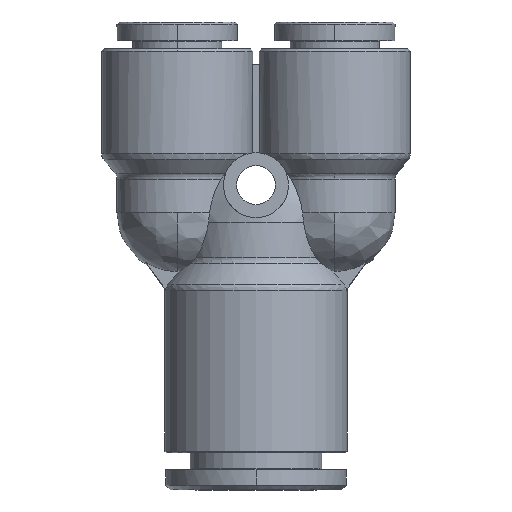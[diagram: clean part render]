
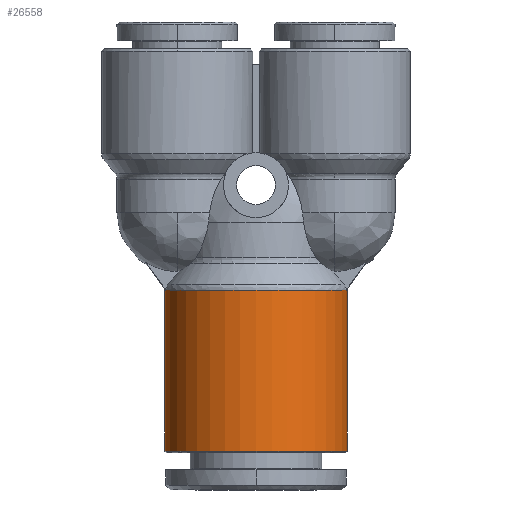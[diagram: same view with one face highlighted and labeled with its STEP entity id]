
A CAD part, front view. The second image highlights one B-rep face of the part: STEP entity #26558.
In plain terms, the highlighted cylindrical face has radius 9.85 mm (diameter 19.7 mm), a partial arc.
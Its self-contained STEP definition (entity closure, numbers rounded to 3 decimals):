
#736 = LINE ( 'NONE', #13353, #17343 ) ;
#1835 = DIRECTION ( 'NONE',  ( 1., 0., 0. ) ) ;
#3128 = CARTESIAN_POINT ( 'NONE',  ( -30.933, 0., -18.35 ) ) ;
#4699 = EDGE_LOOP ( 'NONE', ( #6927, #27609, #15605, #22240 ) ) ;
#6927 = ORIENTED_EDGE ( 'NONE', *, *, #36172, .F. ) ;
#9549 = EDGE_CURVE ( 'NONE', #40768, #34229, #27669, .T. ) ;
#10596 = DIRECTION ( 'NONE',  ( 0., 0., -1. ) ) ;
#11510 = DIRECTION ( 'NONE',  ( 0., 0., -1. ) ) ;
#11884 = AXIS2_PLACEMENT_3D ( 'NONE', #30791, #18278, #11510 ) ;
#13353 = CARTESIAN_POINT ( 'NONE',  ( -21.233, 0., -18.35 ) ) ;
#15605 = ORIENTED_EDGE ( 'NONE', *, *, #32278, .T. ) ;
#17343 = VECTOR ( 'NONE', #22834, 1000. ) ;
#18278 = DIRECTION ( 'NONE',  ( -1., 0., 0. ) ) ;
#19892 = AXIS2_PLACEMENT_3D ( 'NONE', #23441, #36339, #10596 ) ;
#21143 = CARTESIAN_POINT ( 'NONE',  ( -21.233, 0., -8.5 ) ) ;
#21851 = EDGE_CURVE ( 'NONE', #30212, #36273, #35016, .T. ) ;
#22240 = ORIENTED_EDGE ( 'NONE', *, *, #9549, .T. ) ;
#22834 = DIRECTION ( 'NONE',  ( 1., 0., 0. ) ) ;
#23441 = CARTESIAN_POINT ( 'NONE',  ( -30.933, 0., -8.5 ) ) ;
#24503 = CARTESIAN_POINT ( 'NONE',  ( -13.597, 0., 1.35 ) ) ;
#24637 = VECTOR ( 'NONE', #25369, 1000. ) ;
#24800 = DIRECTION ( 'NONE',  ( 0., 0., -1. ) ) ;
#25369 = DIRECTION ( 'NONE',  ( 1., 0., 0. ) ) ;
#26558 = ADVANCED_FACE ( 'NONE', ( #28920 ), #26908, .T. ) ;
#26908 = CYLINDRICAL_SURFACE ( 'NONE', #27818, 9.85 ) ;
#27356 = CARTESIAN_POINT ( 'NONE',  ( -13.597, 0., -18.35 ) ) ;
#27609 = ORIENTED_EDGE ( 'NONE', *, *, #21851, .T. ) ;
#27669 = CIRCLE ( 'NONE', #11884, 9.85 ) ;
#27818 = AXIS2_PLACEMENT_3D ( 'NONE', #21143, #1835, #24800 ) ;
#28920 = FACE_OUTER_BOUND ( 'NONE', #4699, .T. ) ;
#30119 = LINE ( 'NONE', #31819, #24637 ) ;
#30212 = VERTEX_POINT ( 'NONE', #33491 ) ;
#30791 = CARTESIAN_POINT ( 'NONE',  ( -13.597, 0., -8.5 ) ) ;
#31819 = CARTESIAN_POINT ( 'NONE',  ( -21.233, 0., 1.35 ) ) ;
#32278 = EDGE_CURVE ( 'NONE', #36273, #40768, #736, .T. ) ;
#33491 = CARTESIAN_POINT ( 'NONE',  ( -30.933, 0., 1.35 ) ) ;
#34229 = VERTEX_POINT ( 'NONE', #24503 ) ;
#35016 = CIRCLE ( 'NONE', #19892, 9.85 ) ;
#36172 = EDGE_CURVE ( 'NONE', #30212, #34229, #30119, .T. ) ;
#36273 = VERTEX_POINT ( 'NONE', #3128 ) ;
#36339 = DIRECTION ( 'NONE',  ( 1., 0., 0. ) ) ;
#40768 = VERTEX_POINT ( 'NONE', #27356 ) ;
